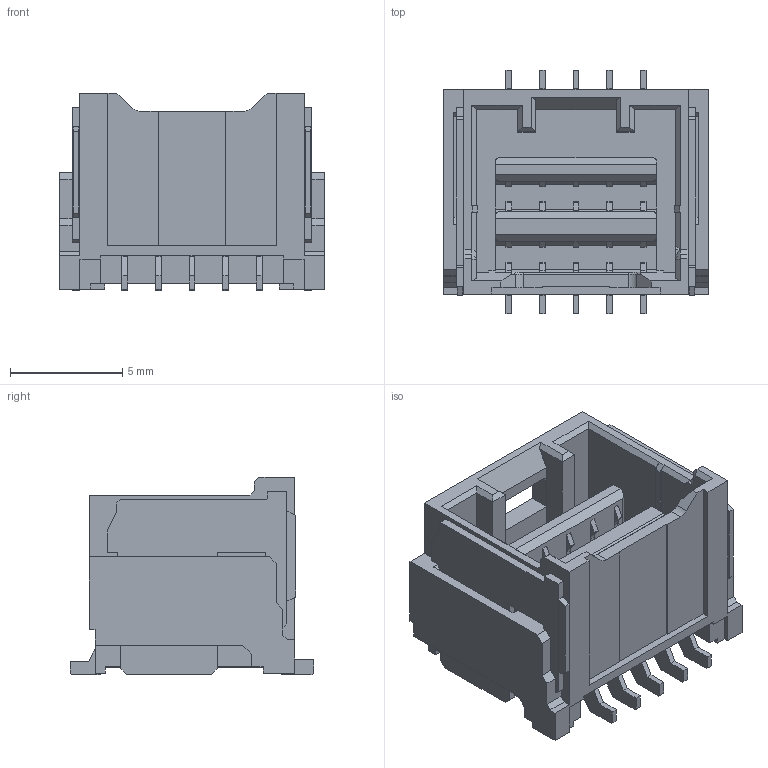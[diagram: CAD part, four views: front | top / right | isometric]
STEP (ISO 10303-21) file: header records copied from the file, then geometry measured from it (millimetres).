
FILE_DESCRIPTION(('STEP AP242'),'1');
FILE_NAME('503154-1090.stp','2021-01-28T15:53:52',('TraceParts'),('TraceParts S.A.'),'Spatial InterOp 3D',' ',' ');
FILE_SCHEMA(('AP242_MANAGED_MODEL_BASED_3D_ENGINEERING_MIM_LF {1 0 10303 442 1 1 4}'));
Length unit declared in the file: millimetre
Products named in the file (1): 503154-1090_1
Bounding box: 11.8 x 10.85 x 8.82 mm (x, y, z)
Volume: 492.8 mm3; surface area: 934 mm2
Topology: 1 solids, 1 shells, 516 faces, 1551 edges, 1086 vertices
Faces by surface type: plane 455, cylinder 59, cone 2
Entity records: 17173 total; most frequent: CARTESIAN_POINT 3151, ORIENTED_EDGE 3006, DIRECTION 2681, EDGE_CURVE 1503, LINE 1429, VECTOR 1429, VERTEX_POINT 990, AXIS2_PLACEMENT_3D 626
